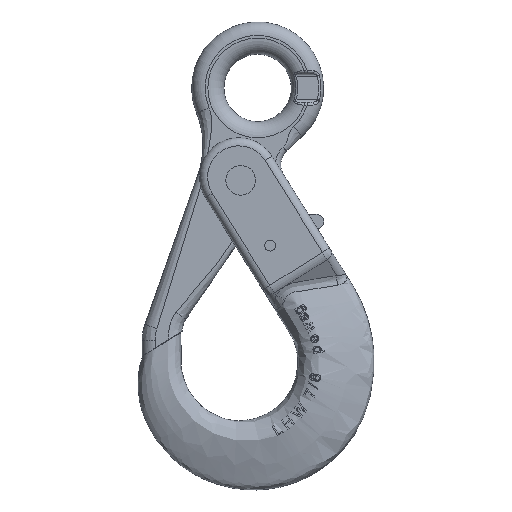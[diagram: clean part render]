
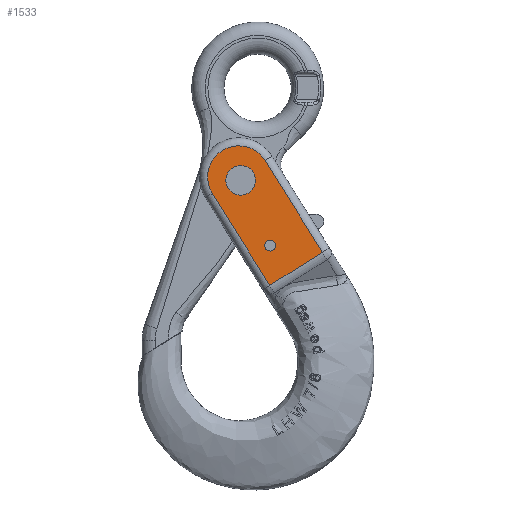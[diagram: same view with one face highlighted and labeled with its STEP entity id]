
A CAD part, top view. The second image highlights one B-rep face of the part: STEP entity #1533.
In plain terms, the highlighted planar face has unit normal (0, 0, 1).
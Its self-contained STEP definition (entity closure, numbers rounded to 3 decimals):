
#903=LINE('',#12274,#1168);
#904=LINE('',#12277,#1169);
#905=LINE('',#12281,#1170);
#1168=VECTOR('',#6574,1.);
#1169=VECTOR('',#6575,1.);
#1170=VECTOR('',#6578,1.);
#1533=ADVANCED_FACE('',(#1893,#1894,#2021),#1780,.F.);
#1780=PLANE('',#5960);
#1893=FACE_BOUND('',#2372,.T.);
#1894=FACE_BOUND('',#2373,.T.);
#2021=FACE_OUTER_BOUND('',#2374,.T.);
#2372=EDGE_LOOP('',(#3287));
#2373=EDGE_LOOP('',(#3288));
#2374=EDGE_LOOP('',(#3289,#3290,#3291,#3292));
#3287=ORIENTED_EDGE('',*,*,#5202,.T.);
#3288=ORIENTED_EDGE('',*,*,#5200,.T.);
#3289=ORIENTED_EDGE('',*,*,#5229,.T.);
#3290=ORIENTED_EDGE('',*,*,#5230,.T.);
#3291=ORIENTED_EDGE('',*,*,#5231,.T.);
#3292=ORIENTED_EDGE('',*,*,#5232,.T.);
#4565=VERTEX_POINT('',#12128);
#4567=VERTEX_POINT('',#12133);
#4589=VERTEX_POINT('',#12275);
#4590=VERTEX_POINT('',#12276);
#4591=VERTEX_POINT('',#12278);
#4592=VERTEX_POINT('',#12280);
#5200=EDGE_CURVE('',#4565,#4565,#5727,.T.);
#5202=EDGE_CURVE('',#4567,#4567,#5729,.T.);
#5229=EDGE_CURVE('',#4589,#4590,#903,.T.);
#5230=EDGE_CURVE('',#4590,#4591,#904,.T.);
#5231=EDGE_CURVE('',#4591,#4592,#5733,.T.);
#5232=EDGE_CURVE('',#4592,#4589,#905,.T.);
#5727=CIRCLE('',#5948,5.5);
#5729=CIRCLE('',#5951,2.);
#5733=CIRCLE('',#5959,11.552);
#5948=AXIS2_PLACEMENT_3D('',#12127,#6540,#6541);
#5951=AXIS2_PLACEMENT_3D('',#12132,#6546,#6547);
#5959=AXIS2_PLACEMENT_3D('',#12279,#6576,#6577);
#5960=AXIS2_PLACEMENT_3D('',#12282,#6579,#6580);
#6540=DIRECTION('',(0.,0.,-1.));
#6541=DIRECTION('',(-1.,0.,0.));
#6546=DIRECTION('',(0.,0.,-1.));
#6547=DIRECTION('',(-1.,0.,0.));
#6574=DIRECTION('',(0.848,0.53,0.));
#6575=DIRECTION('',(-0.53,0.848,0.));
#6576=DIRECTION('',(0.,0.,1.));
#6577=DIRECTION('',(-1.,0.,0.));
#6578=DIRECTION('',(0.53,-0.848,0.));
#6579=DIRECTION('',(0.,0.,-1.));
#6580=DIRECTION('',(-1.,0.,0.));
#12127=CARTESIAN_POINT('',(0.508,67.5,12.5));
#12128=CARTESIAN_POINT('',(-4.992,67.5,12.5));
#12132=CARTESIAN_POINT('',(11.423,43.238,12.5));
#12133=CARTESIAN_POINT('',(9.423,43.238,12.5));
#12274=CARTESIAN_POINT('',(-9.638,15.425,12.5));
#12275=CARTESIAN_POINT('',(11.308,28.514,12.5));
#12276=CARTESIAN_POINT('',(30.901,40.757,12.5));
#12277=CARTESIAN_POINT('',(40.54,25.332,12.5));
#12278=CARTESIAN_POINT('',(9.585,74.87,12.5));
#12279=CARTESIAN_POINT('',(-0.211,68.748,12.5));
#12280=CARTESIAN_POINT('',(-10.008,62.627,12.5));
#12281=CARTESIAN_POINT('',(20.947,13.089,12.5));
#12282=CARTESIAN_POINT('',(0.,0.,12.5));
